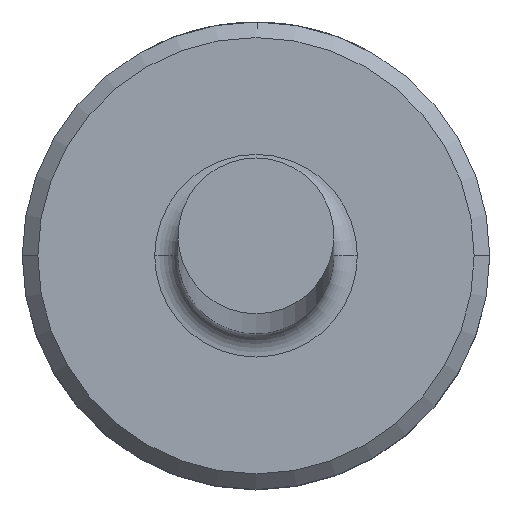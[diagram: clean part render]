
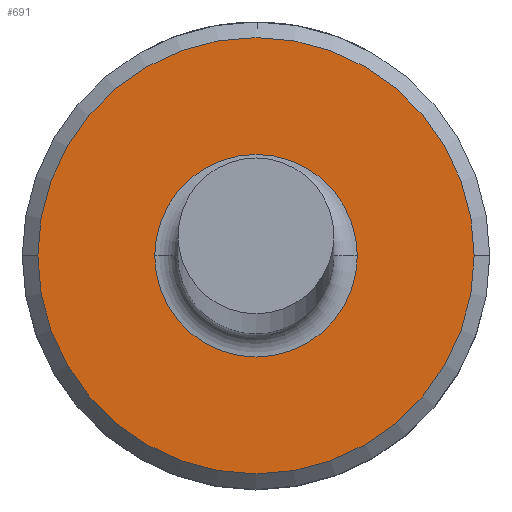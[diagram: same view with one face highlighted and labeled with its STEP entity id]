
A CAD part, top view. The second image highlights one B-rep face of the part: STEP entity #691.
In plain terms, the highlighted planar face has unit normal (0, 0, 1).
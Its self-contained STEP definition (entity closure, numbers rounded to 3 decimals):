
#132 = CARTESIAN_POINT ( 'NONE',  ( 0., 0., 4. ) ) ;
#201 = CARTESIAN_POINT ( 'NONE',  ( 0., 0., 4. ) ) ;
#221 = DIRECTION ( 'NONE',  ( 0., 0., 1. ) ) ;
#259 = FACE_OUTER_BOUND ( 'NONE', #308, .T. ) ;
#263 = ORIENTED_EDGE ( 'NONE', *, *, #823, .T. ) ;
#273 = DIRECTION ( 'NONE',  ( 0., 0., -1. ) ) ;
#291 = FACE_BOUND ( 'NONE', #563, .T. ) ;
#302 = DIRECTION ( 'NONE',  ( 1., 0., 0. ) ) ;
#308 = EDGE_LOOP ( 'NONE', ( #331, #984 ) ) ;
#322 = AXIS2_PLACEMENT_3D ( 'NONE', #764, #221, #852 ) ;
#331 = ORIENTED_EDGE ( 'NONE', *, *, #427, .T. ) ;
#422 = PLANE ( 'NONE',  #828 ) ;
#427 = EDGE_CURVE ( 'NONE', #767, #748, #608, .T. ) ;
#432 = CIRCLE ( 'NONE', #730, 2.8 ) ;
#511 = DIRECTION ( 'NONE',  ( 1., 0., 0. ) ) ;
#523 = DIRECTION ( 'NONE',  ( 0., 0., -1. ) ) ;
#536 = ORIENTED_EDGE ( 'NONE', *, *, #720, .T. ) ;
#563 = EDGE_LOOP ( 'NONE', ( #536, #263 ) ) ;
#567 = CARTESIAN_POINT ( 'NONE',  ( -1.3, 0., 4. ) ) ;
#608 = CIRCLE ( 'NONE', #322, 2.8 ) ;
#691 = ADVANCED_FACE ( 'NONE', ( #259, #291 ), #422, .T. ) ;
#700 = CARTESIAN_POINT ( 'NONE',  ( 2.8, 0., 4. ) ) ;
#720 = EDGE_CURVE ( 'NONE', #998, #923, #735, .T. ) ;
#730 = AXIS2_PLACEMENT_3D ( 'NONE', #201, #831, #302 ) ;
#735 = CIRCLE ( 'NONE', #773, 1.3 ) ;
#748 = VERTEX_POINT ( 'NONE', #700 ) ;
#764 = CARTESIAN_POINT ( 'NONE',  ( 0., 0., 4. ) ) ;
#767 = VERTEX_POINT ( 'NONE', #806 ) ;
#773 = AXIS2_PLACEMENT_3D ( 'NONE', #1047, #523, #1128 ) ;
#806 = CARTESIAN_POINT ( 'NONE',  ( -2.8, 0., 4. ) ) ;
#817 = CARTESIAN_POINT ( 'NONE',  ( 0., 0., 4. ) ) ;
#823 = EDGE_CURVE ( 'NONE', #923, #998, #1062, .T. ) ;
#828 = AXIS2_PLACEMENT_3D ( 'NONE', #132, #1033, #511 ) ;
#831 = DIRECTION ( 'NONE',  ( 0., 0., 1. ) ) ;
#852 = DIRECTION ( 'NONE',  ( 1., 0., 0. ) ) ;
#894 = DIRECTION ( 'NONE',  ( -1., 0., 0. ) ) ;
#923 = VERTEX_POINT ( 'NONE', #991 ) ;
#984 = ORIENTED_EDGE ( 'NONE', *, *, #1044, .T. ) ;
#991 = CARTESIAN_POINT ( 'NONE',  ( 1.3, 0., 4. ) ) ;
#998 = VERTEX_POINT ( 'NONE', #567 ) ;
#1033 = DIRECTION ( 'NONE',  ( 0., 0., 1. ) ) ;
#1044 = EDGE_CURVE ( 'NONE', #748, #767, #432, .T. ) ;
#1047 = CARTESIAN_POINT ( 'NONE',  ( 0., 0., 4. ) ) ;
#1062 = CIRCLE ( 'NONE', #1099, 1.3 ) ;
#1099 = AXIS2_PLACEMENT_3D ( 'NONE', #817, #273, #894 ) ;
#1128 = DIRECTION ( 'NONE',  ( -1., 0., 0. ) ) ;
